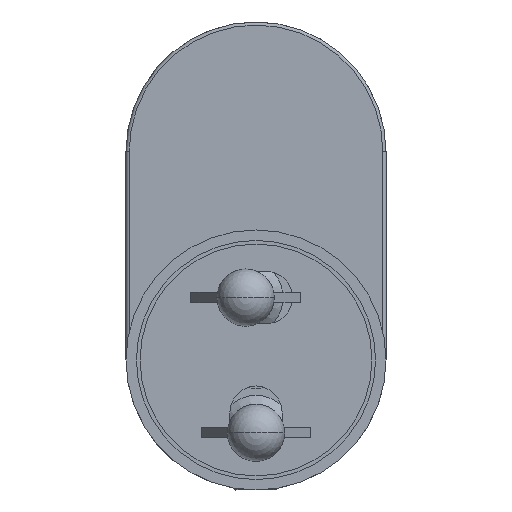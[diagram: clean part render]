
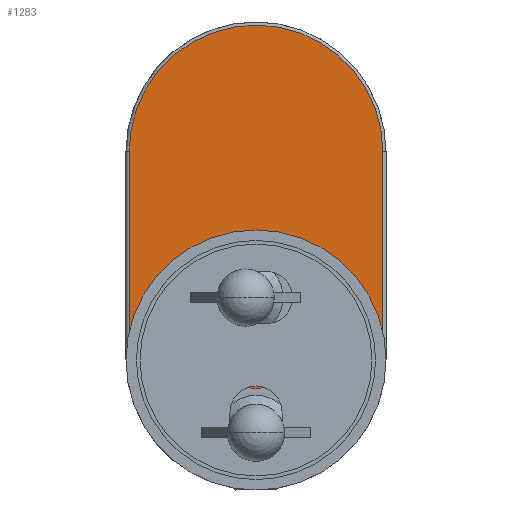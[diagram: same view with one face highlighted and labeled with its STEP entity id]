
A CAD part, left-side view. The second image highlights one B-rep face of the part: STEP entity #1283.
In plain terms, the highlighted face is planar.
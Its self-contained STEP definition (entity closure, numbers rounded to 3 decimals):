
#900=CARTESIAN_POINT('',(0.,0.,-10.));
#901=DIRECTION('',(0.,1.,0.));
#902=DIRECTION('',(1.,0.,-0.009));
#903=AXIS2_PLACEMENT_3D('',#900,#901,#902);
#905=CARTESIAN_POINT('',(0.,0.,10.));
#906=DIRECTION('',(0.,1.,0.));
#907=DIRECTION('',(-1.,0.,0.007));
#908=AXIS2_PLACEMENT_3D('',#905,#906,#907);
#910=CARTESIAN_POINT('',(5.5,0.,-10.));
#911=DIRECTION('',(0.,-1.,0.));
#912=DIRECTION('',(-1.,0.,0.));
#913=AXIS2_PLACEMENT_3D('',#910,#911,#912);
#915=CARTESIAN_POINT('',(5.5,0.,-10.));
#916=DIRECTION('',(0.,-1.,0.));
#917=DIRECTION('',(1.,0.,0.));
#918=AXIS2_PLACEMENT_3D('',#915,#916,#917);
#920=CARTESIAN_POINT('',(-5.5,0.,-10.));
#921=DIRECTION('',(0.,-1.,0.));
#922=DIRECTION('',(-1.,0.,0.));
#923=AXIS2_PLACEMENT_3D('',#920,#921,#922);
#925=CARTESIAN_POINT('',(-5.5,0.,-10.));
#926=DIRECTION('',(0.,-1.,0.));
#927=DIRECTION('',(1.,0.,0.));
#928=AXIS2_PLACEMENT_3D('',#925,#926,#927);
#930=DIRECTION('',(0.,0.,1.));
#931=VECTOR('',#930,20.);
#932=CARTESIAN_POINT('',(12.2,0.,-10.));
#933=LINE('',#932,#931);
#938=CARTESIAN_POINT('',(0.,0.,10.));
#939=DIRECTION('',(0.,-1.,0.));
#940=DIRECTION('',(-1.,0.,0.007));
#941=AXIS2_PLACEMENT_3D('',#938,#939,#940);
#963=DIRECTION('',(0.,0.,-1.));
#964=VECTOR('',#963,20.);
#965=CARTESIAN_POINT('',(-12.2,0.,10.));
#966=LINE('',#965,#964);
#971=CARTESIAN_POINT('',(0.,0.,-10.));
#972=DIRECTION('',(0.,-1.,0.));
#973=DIRECTION('',(1.,0.,-0.009));
#974=AXIS2_PLACEMENT_3D('',#971,#972,#973);
#1176=CARTESIAN_POINT('',(12.2,0.,-10.));
#1177=CARTESIAN_POINT('',(12.2,0.,10.));
#1178=VERTEX_POINT('',#1176);
#1179=VERTEX_POINT('',#1177);
#1180=CARTESIAN_POINT('',(12.199,0.,-10.116));
#1181=CARTESIAN_POINT('',(-12.2,0.,-10.));
#1182=VERTEX_POINT('',#1180);
#1183=VERTEX_POINT('',#1181);
#1184=CARTESIAN_POINT('',(-12.2,0.,10.));
#1185=VERTEX_POINT('',#1184);
#1186=CARTESIAN_POINT('',(-12.2,0.,10.082));
#1187=VERTEX_POINT('',#1186);
#1188=CARTESIAN_POINT('',(3.,0.,-10.));
#1189=CARTESIAN_POINT('',(8.,0.,-10.));
#1190=VERTEX_POINT('',#1188);
#1191=VERTEX_POINT('',#1189);
#1192=CARTESIAN_POINT('',(-8.,0.,-10.));
#1193=CARTESIAN_POINT('',(-3.,0.,-10.));
#1194=VERTEX_POINT('',#1192);
#1195=VERTEX_POINT('',#1193);
#1252=CARTESIAN_POINT('',(0.,0.,0.));
#1253=DIRECTION('',(0.,1.,0.));
#1254=DIRECTION('',(0.,0.,-1.));
#1255=AXIS2_PLACEMENT_3D('',#1252,#1253,#1254);
#1256=PLANE('',#1255);
#1258=ORIENTED_EDGE('',*,*,#1257,.F.);
#1260=ORIENTED_EDGE('',*,*,#1259,.F.);
#1262=ORIENTED_EDGE('',*,*,#1261,.T.);
#1264=ORIENTED_EDGE('',*,*,#1263,.F.);
#1266=ORIENTED_EDGE('',*,*,#1265,.F.);
#1268=ORIENTED_EDGE('',*,*,#1267,.T.);
#1269=EDGE_LOOP('',(#1258,#1260,#1262,#1264,#1266,#1268));
#1270=FACE_OUTER_BOUND('',#1269,.F.);
#1272=ORIENTED_EDGE('',*,*,#1271,.T.);
#1274=ORIENTED_EDGE('',*,*,#1273,.T.);
#1275=EDGE_LOOP('',(#1272,#1274));
#1276=FACE_BOUND('',#1275,.F.);
#1278=ORIENTED_EDGE('',*,*,#1277,.T.);
#1280=ORIENTED_EDGE('',*,*,#1279,.T.);
#1281=EDGE_LOOP('',(#1278,#1280));
#1282=FACE_BOUND('',#1281,.F.);
#904=CIRCLE('',#903,12.2);
#909=CIRCLE('',#908,12.2);
#914=CIRCLE('',#913,2.5);
#919=CIRCLE('',#918,2.5);
#924=CIRCLE('',#923,2.5);
#929=CIRCLE('',#928,2.5);
#942=CIRCLE('',#941,12.2);
#975=CIRCLE('',#974,12.2);
#1257=EDGE_CURVE('',#1178,#1179,#933,.T.);
#1259=EDGE_CURVE('',#1182,#1178,#975,.T.);
#1261=EDGE_CURVE('',#1182,#1183,#904,.T.);
#1263=EDGE_CURVE('',#1185,#1183,#966,.T.);
#1265=EDGE_CURVE('',#1187,#1185,#942,.T.);
#1267=EDGE_CURVE('',#1187,#1179,#909,.T.);
#1271=EDGE_CURVE('',#1190,#1191,#914,.T.);
#1273=EDGE_CURVE('',#1191,#1190,#919,.T.);
#1277=EDGE_CURVE('',#1194,#1195,#924,.T.);
#1279=EDGE_CURVE('',#1195,#1194,#929,.T.);
#1283=ADVANCED_FACE('',(#1270,#1276,#1282),#1256,.F.);
